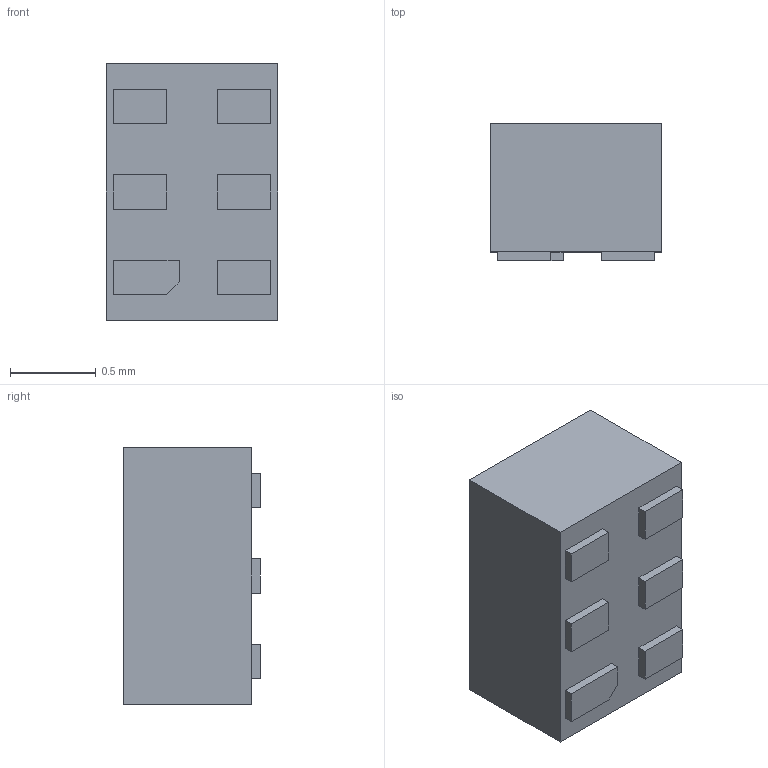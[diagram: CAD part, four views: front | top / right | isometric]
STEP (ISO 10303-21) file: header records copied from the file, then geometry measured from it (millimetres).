
FILE_DESCRIPTION (( 'STEP AP214' ), '1' );
FILE_NAME ('L611+1.STEP', '2021-01-29T12:41:03', ( '' ), ( '' ), 'SwSTEP 2.0', 'SolidWorks 2017', '' );
FILE_SCHEMA (( 'AUTOMOTIVE_DESIGN' ));
Length unit declared in the file: millimetre
Products named in the file (1): L611+1
Bounding box: 1 x 0.8 x 1.5 mm (x, y, z)
Volume: 1.1 mm3; surface area: 9.7 mm2
Topology: 7 solids, 7 shells, 75 faces, 164 edges, 109 vertices
Faces by surface type: plane 75
Entity records: 2098 total; most frequent: CARTESIAN_POINT 349, ORIENTED_EDGE 328, DIRECTION 316, EDGE_CURVE 164, LINE 164, VECTOR 164, VERTEX_POINT 109, EDGE_LOOP 81
